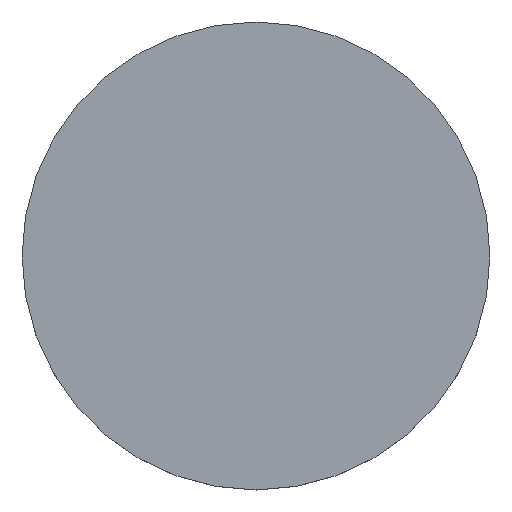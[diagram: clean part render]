
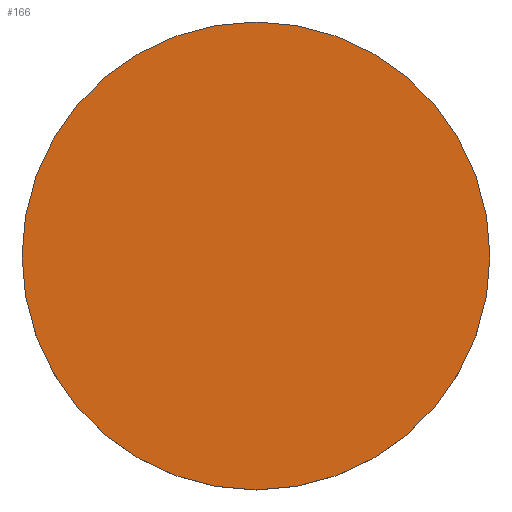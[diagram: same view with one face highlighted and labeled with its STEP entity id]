
A CAD part, top view. The second image highlights one B-rep face of the part: STEP entity #166.
In plain terms, the highlighted planar face has unit normal (0, 0, 1).
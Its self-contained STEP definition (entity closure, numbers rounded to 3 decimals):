
#3 = FACE_OUTER_BOUND ( 'NONE', #159, .T. ) ;
#11 = CARTESIAN_POINT ( 'NONE',  ( 0., 0., 3. ) ) ;
#12 = CARTESIAN_POINT ( 'NONE',  ( 12.7, 0., 3. ) ) ;
#35 = EDGE_CURVE ( 'NONE', #59, #62, #132, .T. ) ;
#40 = AXIS2_PLACEMENT_3D ( 'NONE', #11, #147, #143 ) ;
#55 = CARTESIAN_POINT ( 'NONE',  ( 0., 26.112, 3. ) ) ;
#59 = VERTEX_POINT ( 'NONE', #127 ) ;
#60 = EDGE_CURVE ( 'NONE', #62, #59, #115, .T. ) ;
#62 = VERTEX_POINT ( 'NONE', #12 ) ;
#67 = DIRECTION ( 'NONE',  ( 0., 0., -1. ) ) ;
#83 = ORIENTED_EDGE ( 'NONE', *, *, #35, .F. ) ;
#112 = DIRECTION ( 'NONE',  ( 0., 0., 1. ) ) ;
#115 = CIRCLE ( 'NONE', #40, 12.7 ) ;
#119 = AXIS2_PLACEMENT_3D ( 'NONE', #55, #112, #160 ) ;
#127 = CARTESIAN_POINT ( 'NONE',  ( -12.7, 0., 3. ) ) ;
#132 = CIRCLE ( 'NONE', #178, 12.7 ) ;
#143 = DIRECTION ( 'NONE',  ( 1., 0., 0. ) ) ;
#146 = DIRECTION ( 'NONE',  ( 1., 0., 0. ) ) ;
#147 = DIRECTION ( 'NONE',  ( 0., 0., -1. ) ) ;
#159 = EDGE_LOOP ( 'NONE', ( #228, #83 ) ) ;
#160 = DIRECTION ( 'NONE',  ( 1., 0., 0. ) ) ;
#166 = ADVANCED_FACE ( 'NONE', ( #3 ), #230, .T. ) ;
#176 = CARTESIAN_POINT ( 'NONE',  ( 0., 0., 3. ) ) ;
#178 = AXIS2_PLACEMENT_3D ( 'NONE', #176, #67, #146 ) ;
#228 = ORIENTED_EDGE ( 'NONE', *, *, #60, .F. ) ;
#230 = PLANE ( 'NONE',  #119 ) ;
